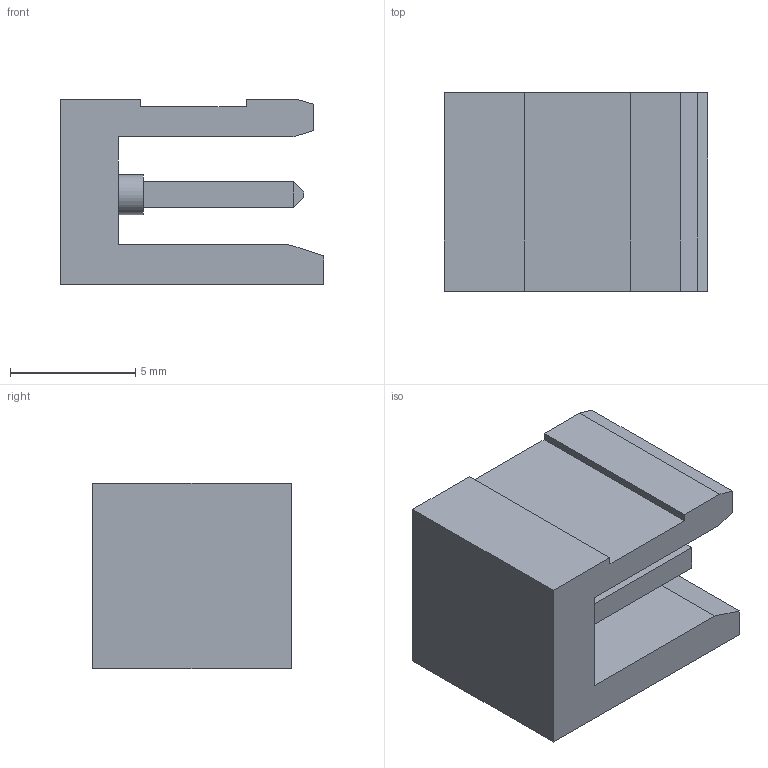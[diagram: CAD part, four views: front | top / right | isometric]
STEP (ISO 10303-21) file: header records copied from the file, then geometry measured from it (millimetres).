
FILE_DESCRIPTION (( 'STEP AP214' ), '1' );
FILE_NAME ('HT396 3.96 Connector Green_2_pin Hori.STEP', '2024-08-29T07:27:15', ( '' ), ( '' ), 'SwSTEP 2.0', 'SolidWorks 2021', '' );
FILE_SCHEMA (( 'AUTOMOTIVE_DESIGN' ));
Length unit declared in the file: millimetre
Products named in the file (1): HT396 3.96 Connector Green_2_pin Hori
Bounding box: 10.49 x 7.92 x 7.4 mm (x, y, z)
Volume: 333.8 mm3; surface area: 548.6 mm2
Topology: 3 solids, 3 shells, 43 faces, 97 edges, 62 vertices
Faces by surface type: plane 39, cylinder 4
Entity records: 1227 total; most frequent: CARTESIAN_POINT 203, ORIENTED_EDGE 194, DIRECTION 193, EDGE_CURVE 97, LINE 89, VECTOR 89, VERTEX_POINT 62, AXIS2_PLACEMENT_3D 52
